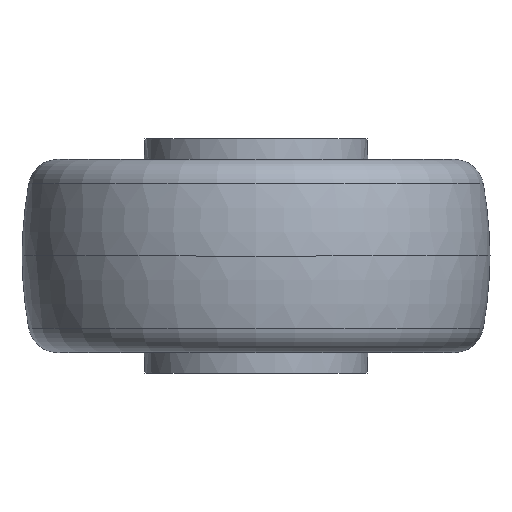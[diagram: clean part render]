
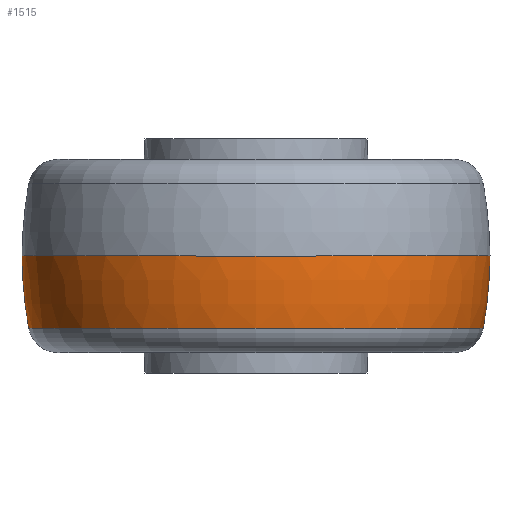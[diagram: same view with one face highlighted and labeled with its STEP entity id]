
A CAD part, left-side view. The second image highlights one B-rep face of the part: STEP entity #1515.
In plain terms, the highlighted toroidal (fillet/blend) face has major radius 34.996 mm and minor radius 75 mm.
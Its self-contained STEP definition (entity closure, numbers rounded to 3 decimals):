
#91 = CARTESIAN_POINT ( 'NONE',  ( 0., 34.996, 0.757 ) ) ;
#105 = EDGE_CURVE ( 'NONE', #5931, #1687, #5207, .T. ) ;
#166 = DIRECTION ( 'NONE',  ( 0., 1., 0. ) ) ;
#178 = CARTESIAN_POINT ( 'NONE',  ( 0., 0., 0.757 ) ) ;
#232 = CARTESIAN_POINT ( 'NONE',  ( 0., 38.846, -12.371 ) ) ;
#290 = VERTEX_POINT ( 'NONE', #5090 ) ;
#587 = ORIENTED_EDGE ( 'NONE', *, *, #1516, .F. ) ;
#809 = CIRCLE ( 'NONE', #3478, 38.846 ) ;
#841 = ORIENTED_EDGE ( 'NONE', *, *, #3258, .F. ) ;
#1037 = EDGE_LOOP ( 'NONE', ( #587, #1283, #5397, #841 ) ) ;
#1227 = CARTESIAN_POINT ( 'NONE',  ( 0., -38.846, -12.371 ) ) ;
#1283 = ORIENTED_EDGE ( 'NONE', *, *, #3599, .T. ) ;
#1515 = ADVANCED_FACE ( 'NONE', ( #4096 ), #2341, .T. ) ;
#1516 = EDGE_CURVE ( 'NONE', #290, #2933, #4263, .T. ) ;
#1565 = DIRECTION ( 'NONE',  ( 0., 1., 0. ) ) ;
#1687 = VERTEX_POINT ( 'NONE', #232 ) ;
#2066 = AXIS2_PLACEMENT_3D ( 'NONE', #4760, #2305, #2903 ) ;
#2305 = DIRECTION ( 'NONE',  ( 0., 0., -1. ) ) ;
#2341 = TOROIDAL_SURFACE ( 'NONE', #2539, -34.996, 75. ) ;
#2539 = AXIS2_PLACEMENT_3D ( 'NONE', #178, #4385, #1565 ) ;
#2903 = DIRECTION ( 'NONE',  ( 0., 1., 0. ) ) ;
#2933 = VERTEX_POINT ( 'NONE', #1227 ) ;
#2970 = DIRECTION ( 'NONE',  ( -1., 0., 0. ) ) ;
#3258 = EDGE_CURVE ( 'NONE', #2933, #1687, #809, .T. ) ;
#3358 = DIRECTION ( 'NONE',  ( 0., 0., -1. ) ) ;
#3440 = DIRECTION ( 'NONE',  ( 1., 0., 0. ) ) ;
#3462 = AXIS2_PLACEMENT_3D ( 'NONE', #91, #3440, #5322 ) ;
#3478 = AXIS2_PLACEMENT_3D ( 'NONE', #3802, #3358, #166 ) ;
#3599 = EDGE_CURVE ( 'NONE', #290, #5931, #3681, .T. ) ;
#3681 = CIRCLE ( 'NONE', #2066, 40. ) ;
#3802 = CARTESIAN_POINT ( 'NONE',  ( 0., 0., -12.371 ) ) ;
#3980 = CARTESIAN_POINT ( 'NONE',  ( 0., -34.996, 0.757 ) ) ;
#4096 = FACE_OUTER_BOUND ( 'NONE', #1037, .T. ) ;
#4263 = CIRCLE ( 'NONE', #3462, 75. ) ;
#4385 = DIRECTION ( 'NONE',  ( 0., 0., -1. ) ) ;
#4760 = CARTESIAN_POINT ( 'NONE',  ( 0., 0., 0. ) ) ;
#4965 = DIRECTION ( 'NONE',  ( 0., 0., 1. ) ) ;
#5084 = CARTESIAN_POINT ( 'NONE',  ( 0., 40., 0. ) ) ;
#5090 = CARTESIAN_POINT ( 'NONE',  ( 0., -40., 0. ) ) ;
#5207 = CIRCLE ( 'NONE', #5989, 75. ) ;
#5322 = DIRECTION ( 'NONE',  ( 0., 1., 0. ) ) ;
#5397 = ORIENTED_EDGE ( 'NONE', *, *, #105, .T. ) ;
#5931 = VERTEX_POINT ( 'NONE', #5084 ) ;
#5989 = AXIS2_PLACEMENT_3D ( 'NONE', #3980, #2970, #4965 ) ;
